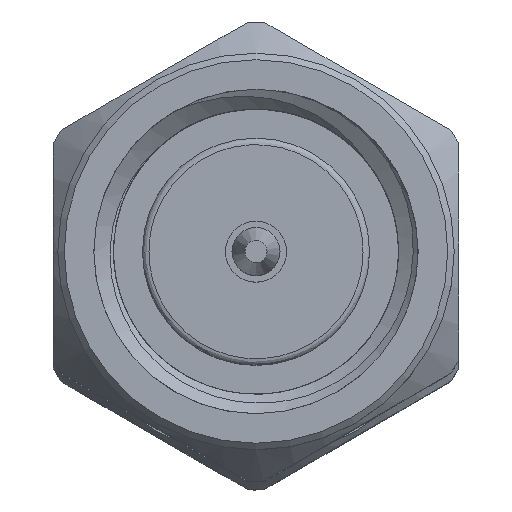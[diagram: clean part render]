
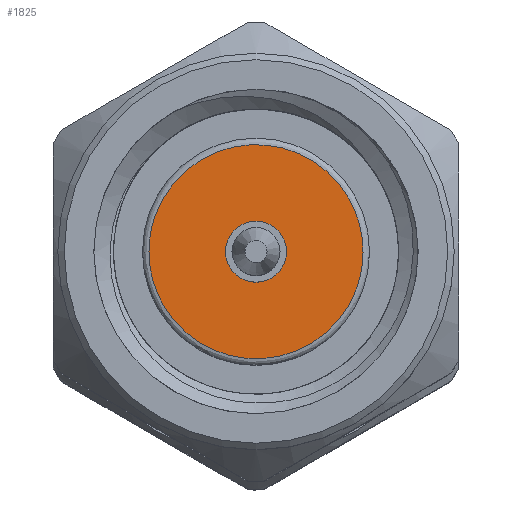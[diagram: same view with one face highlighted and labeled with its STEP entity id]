
A CAD part, top view. The second image highlights one B-rep face of the part: STEP entity #1825.
In plain terms, the highlighted face is planar.
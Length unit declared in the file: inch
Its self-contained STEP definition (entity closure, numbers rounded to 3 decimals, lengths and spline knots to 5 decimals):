
#51 = CARTESIAN_POINT ( 'NONE',  ( 0.1, 0., 0.0825 ) ) ;
#419 = CARTESIAN_POINT ( 'NONE',  ( 0.1, 0., -0.0235 ) ) ;
#499 = EDGE_CURVE ( 'NONE', #1378, #1233, #2275, .T. ) ;
#549 = DIRECTION ( 'NONE',  ( 0., 0., -1. ) ) ;
#708 = EDGE_LOOP ( 'NONE', ( #2397 ) ) ;
#840 = CARTESIAN_POINT ( 'NONE',  ( 0.1, 0., 0.0825 ) ) ;
#904 = CARTESIAN_POINT ( 'NONE',  ( 0.1, -0.165, -0.0825 ) ) ;
#920 = EDGE_CURVE ( 'NONE', #2173, #2173, #1200, .T. ) ;
#1162 = FACE_BOUND ( 'NONE', #708, .T. ) ;
#1200 = CIRCLE ( 'NONE', #2882, 0.0235 ) ;
#1233 = VERTEX_POINT ( 'NONE', #1611 ) ;
#1378 = VERTEX_POINT ( 'NONE', #840 ) ;
#1431 = CARTESIAN_POINT ( 'NONE',  ( 0.1, 0., -0.0825 ) ) ;
#1432 = DIRECTION ( 'NONE',  ( 0., 0., -1. ) ) ;
#1437 = AXIS2_PLACEMENT_3D ( 'NONE', #2546, #3112, #549 ) ;
#1611 = CARTESIAN_POINT ( 'NONE',  ( 0.1, 0., -0.0825 ) ) ;
#1825 = ADVANCED_FACE ( 'NONE', ( #1162, #1969 ), #3386, .F. ) ;
#1969 = FACE_OUTER_BOUND ( 'NONE', #1978, .T. ) ;
#1978 = EDGE_LOOP ( 'NONE', ( #3449, #2179 ) ) ;
#1985 = CARTESIAN_POINT ( 'NONE',  ( 0.1, 0., 0. ) ) ;
#2139 = EDGE_CURVE ( 'NONE', #1233, #1378, #2178, .T. ) ;
#2173 = VERTEX_POINT ( 'NONE', #419 ) ;
#2178 =( BOUNDED_CURVE ( )  B_SPLINE_CURVE ( 3, ( #2433, #3035, #3625, #3609 ),
 .UNSPECIFIED., .F., .T. ) 
 B_SPLINE_CURVE_WITH_KNOTS ( ( 4, 4 ),
 ( 0., 1. ),
 .UNSPECIFIED. ) 
 CURVE ( )  GEOMETRIC_REPRESENTATION_ITEM ( )  RATIONAL_B_SPLINE_CURVE ( ( 1., 0.333, 0.333, 1. ) ) 
 REPRESENTATION_ITEM ( '' )  );
#2179 = ORIENTED_EDGE ( 'NONE', *, *, #499, .F. ) ;
#2275 =( BOUNDED_CURVE ( )  B_SPLINE_CURVE ( 3, ( #51, #2307, #904, #1431 ),
 .UNSPECIFIED., .F., .T. ) 
 B_SPLINE_CURVE_WITH_KNOTS ( ( 4, 4 ),
 ( 0., 1. ),
 .UNSPECIFIED. ) 
 CURVE ( )  GEOMETRIC_REPRESENTATION_ITEM ( )  RATIONAL_B_SPLINE_CURVE ( ( 1., 0.333, 0.333, 1. ) ) 
 REPRESENTATION_ITEM ( '' )  );
#2307 = CARTESIAN_POINT ( 'NONE',  ( 0.1, -0.165, 0.0825 ) ) ;
#2308 = DIRECTION ( 'NONE',  ( -1., 0., 0. ) ) ;
#2397 = ORIENTED_EDGE ( 'NONE', *, *, #920, .F. ) ;
#2433 = CARTESIAN_POINT ( 'NONE',  ( 0.1, 0., -0.0825 ) ) ;
#2546 = CARTESIAN_POINT ( 'NONE',  ( 0.1, 0., 0. ) ) ;
#2882 = AXIS2_PLACEMENT_3D ( 'NONE', #1985, #2308, #1432 ) ;
#3035 = CARTESIAN_POINT ( 'NONE',  ( 0.1, 0.165, -0.0825 ) ) ;
#3112 = DIRECTION ( 'NONE',  ( 1., 0., 0. ) ) ;
#3386 = PLANE ( 'NONE',  #1437 ) ;
#3449 = ORIENTED_EDGE ( 'NONE', *, *, #2139, .F. ) ;
#3609 = CARTESIAN_POINT ( 'NONE',  ( 0.1, 0., 0.0825 ) ) ;
#3625 = CARTESIAN_POINT ( 'NONE',  ( 0.1, 0.165, 0.0825 ) ) ;
